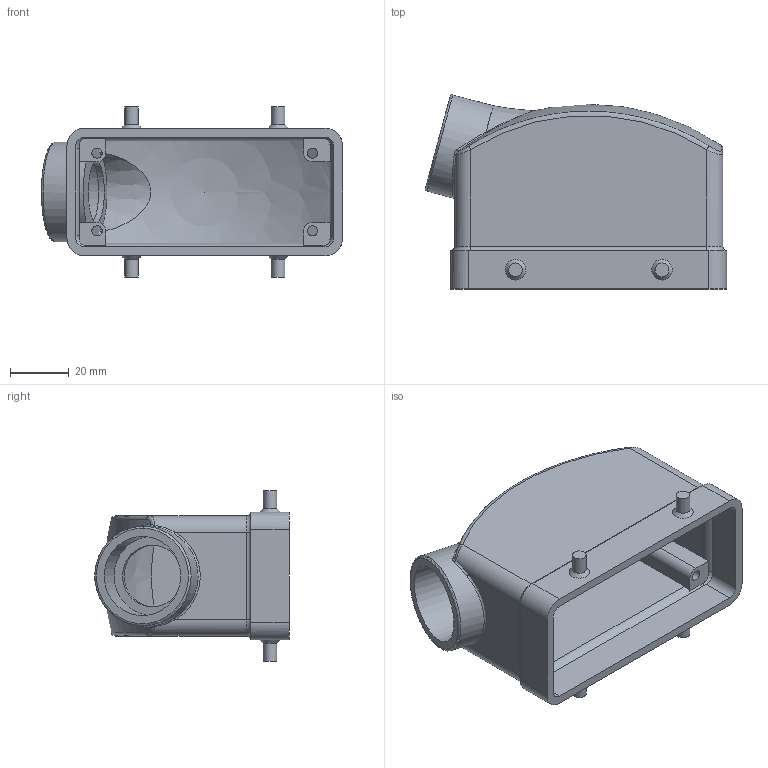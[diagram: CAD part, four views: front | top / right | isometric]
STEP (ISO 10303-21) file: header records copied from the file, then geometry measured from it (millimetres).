
FILE_DESCRIPTION (( 'STEP AP214' ), '1' );
FILE_NAME ('ZP-MC16B-2-DSE21M.STEP', '2011-11-21T13:40:48', ( '.adc' ), ( '' ), 'SwSTEP 2.0', 'SolidWorks 2011', '' );
FILE_SCHEMA (( 'AUTOMOTIVE_DESIGN' ));
Length unit declared in the file: millimetre
Products named in the file (1): ZP-MC16B-2-DSE21M
Bounding box: 102.72 x 66.21 x 58 mm (x, y, z)
Volume: 60730.5 mm3; surface area: 38524.4 mm2
Topology: 5 solids, 5 shells, 130 faces, 324 edges, 207 vertices
Faces by surface type: plane 52, cylinder 40, torus 12, bspline 12, cone 8, sphere 6
Full cylindrical faces by diameter (mm): 3.5 x4, 4.669 x4, 21 x1, 27 x1, 34 x1
Entity records: 6265 total; most frequent: CARTESIAN_POINT 2016, ORIENTED_EDGE 592, DIRECTION 560, EDGE_CURVE 296, AXIS2_PLACEMENT_3D 231, VERTEX_POINT 197, EDGE_LOOP 153, FACE_OUTER_BOUND 142
